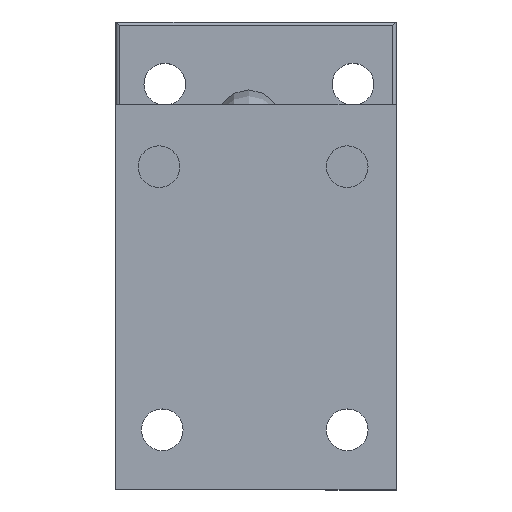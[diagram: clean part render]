
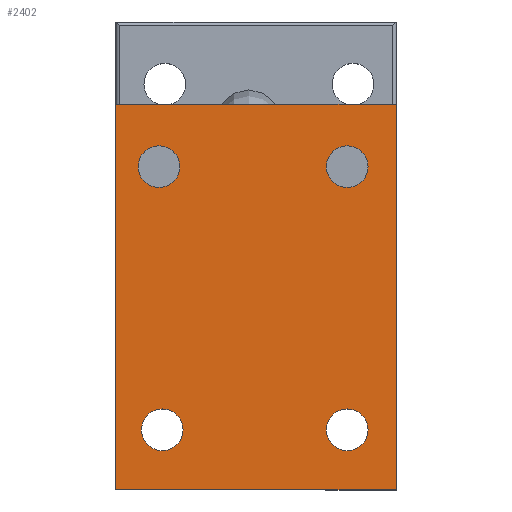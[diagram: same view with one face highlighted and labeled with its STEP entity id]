
A CAD part, top view. The second image highlights one B-rep face of the part: STEP entity #2402.
In plain terms, the highlighted face is planar.
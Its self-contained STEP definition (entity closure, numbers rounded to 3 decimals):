
#5 = LINE ( 'NONE', #590, #726 ) ;
#18 = ORIENTED_EDGE ( 'NONE', *, *, #2044, .F. ) ;
#21 = CARTESIAN_POINT ( 'NONE',  ( 10.85, 18.625, -2.5 ) ) ;
#23 = FACE_BOUND ( 'NONE', #1755, .T. ) ;
#30 = CARTESIAN_POINT ( 'NONE',  ( -10.05, -18.925, -2.5 ) ) ;
#45 = DIRECTION ( 'NONE',  ( 0., 1., 0. ) ) ;
#81 = LINE ( 'NONE', #2153, #1618 ) ;
#94 = DIRECTION ( 'NONE',  ( -1., 0., 0. ) ) ;
#134 = CIRCLE ( 'NONE', #2006, 2.975 ) ;
#154 = DIRECTION ( 'NONE',  ( 0., 0., -1. ) ) ;
#173 = CIRCLE ( 'NONE', #1165, 2.975 ) ;
#228 = FACE_BOUND ( 'NONE', #2405, .T. ) ;
#247 = CARTESIAN_POINT ( 'NONE',  ( -13.025, 18.625, -2.5 ) ) ;
#257 = AXIS2_PLACEMENT_3D ( 'NONE', #1561, #2475, #1353 ) ;
#311 = CARTESIAN_POINT ( 'NONE',  ( 16.337, -18.925, -2.5 ) ) ;
#336 = CARTESIAN_POINT ( 'NONE',  ( -20., 27.5, -2.5 ) ) ;
#361 = VERTEX_POINT ( 'NONE', #311 ) ;
#381 = DIRECTION ( 'NONE',  ( 1., 0., 0. ) ) ;
#387 = CARTESIAN_POINT ( 'NONE',  ( -20., -27.5, -2.5 ) ) ;
#445 = EDGE_CURVE ( 'NONE', #2272, #361, #1296, .T. ) ;
#477 = EDGE_CURVE ( 'NONE', #2072, #1284, #721, .T. ) ;
#512 = DIRECTION ( 'NONE',  ( -1., 0., 0. ) ) ;
#523 = AXIS2_PLACEMENT_3D ( 'NONE', #2305, #598, #1007 ) ;
#536 = ORIENTED_EDGE ( 'NONE', *, *, #1597, .F. ) ;
#539 = DIRECTION ( 'NONE',  ( -1., 0., 0. ) ) ;
#544 = DIRECTION ( 'NONE',  ( 0., 0., -1. ) ) ;
#579 = PLANE ( 'NONE',  #257 ) ;
#581 = CARTESIAN_POINT ( 'NONE',  ( 20., 27.5, -2.5 ) ) ;
#590 = CARTESIAN_POINT ( 'NONE',  ( -20., -27.5, -2.5 ) ) ;
#598 = DIRECTION ( 'NONE',  ( 0., 0., -1. ) ) ;
#643 = CIRCLE ( 'NONE', #2049, 2.975 ) ;
#677 = EDGE_CURVE ( 'NONE', #1387, #1958, #2133, .T. ) ;
#705 = CARTESIAN_POINT ( 'NONE',  ( 13.362, -18.925, -2.5 ) ) ;
#714 = CARTESIAN_POINT ( 'NONE',  ( 13.825, 18.625, -2.5 ) ) ;
#721 = LINE ( 'NONE', #336, #2409 ) ;
#726 = VECTOR ( 'NONE', #2313, 1000. ) ;
#749 = ORIENTED_EDGE ( 'NONE', *, *, #1523, .F. ) ;
#757 = DIRECTION ( 'NONE',  ( -1., 0., 0. ) ) ;
#804 = AXIS2_PLACEMENT_3D ( 'NONE', #2374, #999, #824 ) ;
#824 = DIRECTION ( 'NONE',  ( -1., 0., 0. ) ) ;
#834 = ORIENTED_EDGE ( 'NONE', *, *, #1823, .F. ) ;
#844 = CIRCLE ( 'NONE', #1502, 2.975 ) ;
#866 = DIRECTION ( 'NONE',  ( 0., 0., -1. ) ) ;
#915 = DIRECTION ( 'NONE',  ( 0., 0., -1. ) ) ;
#992 = DIRECTION ( 'NONE',  ( -1., 0., 0. ) ) ;
#996 = ORIENTED_EDGE ( 'NONE', *, *, #477, .F. ) ;
#999 = DIRECTION ( 'NONE',  ( 0., 0., -1. ) ) ;
#1007 = DIRECTION ( 'NONE',  ( -1., 0., 0. ) ) ;
#1165 = AXIS2_PLACEMENT_3D ( 'NONE', #705, #1508, #512 ) ;
#1217 = ORIENTED_EDGE ( 'NONE', *, *, #1368, .F. ) ;
#1225 = CARTESIAN_POINT ( 'NONE',  ( 13.825, 18.625, -2.5 ) ) ;
#1233 = VERTEX_POINT ( 'NONE', #1345 ) ;
#1250 = CIRCLE ( 'NONE', #804, 2.975 ) ;
#1253 = VECTOR ( 'NONE', #381, 1000. ) ;
#1273 = ORIENTED_EDGE ( 'NONE', *, *, #1669, .F. ) ;
#1276 = DIRECTION ( 'NONE',  ( -1., 0., 0. ) ) ;
#1284 = VERTEX_POINT ( 'NONE', #1954 ) ;
#1296 = CIRCLE ( 'NONE', #2131, 2.975 ) ;
#1313 = CARTESIAN_POINT ( 'NONE',  ( 13.362, -18.925, -2.5 ) ) ;
#1326 = EDGE_LOOP ( 'NONE', ( #2296, #536 ) ) ;
#1330 = FACE_BOUND ( 'NONE', #1326, .T. ) ;
#1332 = CIRCLE ( 'NONE', #2414, 2.975 ) ;
#1345 = CARTESIAN_POINT ( 'NONE',  ( 16.8, 18.625, -2.5 ) ) ;
#1353 = DIRECTION ( 'NONE',  ( -1., 0., 0. ) ) ;
#1368 = EDGE_CURVE ( 'NONE', #361, #2272, #173, .T. ) ;
#1387 = VERTEX_POINT ( 'NONE', #1481 ) ;
#1422 = EDGE_CURVE ( 'NONE', #1514, #1233, #134, .T. ) ;
#1446 = VERTEX_POINT ( 'NONE', #2439 ) ;
#1481 = CARTESIAN_POINT ( 'NONE',  ( -10.05, 18.625, -2.5 ) ) ;
#1502 = AXIS2_PLACEMENT_3D ( 'NONE', #714, #866, #1276 ) ;
#1508 = DIRECTION ( 'NONE',  ( 0., 0., -1. ) ) ;
#1514 = VERTEX_POINT ( 'NONE', #21 ) ;
#1523 = EDGE_CURVE ( 'NONE', #1284, #1889, #5, .T. ) ;
#1540 = VERTEX_POINT ( 'NONE', #30 ) ;
#1549 = LINE ( 'NONE', #2106, #1253 ) ;
#1561 = CARTESIAN_POINT ( 'NONE',  ( 0., 0., -2.5 ) ) ;
#1576 = VERTEX_POINT ( 'NONE', #1605 ) ;
#1597 = EDGE_CURVE ( 'NONE', #1958, #1387, #643, .T. ) ;
#1603 = ORIENTED_EDGE ( 'NONE', *, *, #1619, .F. ) ;
#1605 = CARTESIAN_POINT ( 'NONE',  ( -16., -18.925, -2.5 ) ) ;
#1618 = VECTOR ( 'NONE', #45, 1000. ) ;
#1619 = EDGE_CURVE ( 'NONE', #1540, #1576, #1250, .T. ) ;
#1669 = EDGE_CURVE ( 'NONE', #1446, #2072, #81, .T. ) ;
#1692 = CARTESIAN_POINT ( 'NONE',  ( -16., 18.625, -2.5 ) ) ;
#1695 = EDGE_LOOP ( 'NONE', ( #1217, #1791 ) ) ;
#1704 = DIRECTION ( 'NONE',  ( -1., 0., 0. ) ) ;
#1749 = ORIENTED_EDGE ( 'NONE', *, *, #1991, .F. ) ;
#1755 = EDGE_LOOP ( 'NONE', ( #834, #2173 ) ) ;
#1791 = ORIENTED_EDGE ( 'NONE', *, *, #445, .F. ) ;
#1814 = DIRECTION ( 'NONE',  ( 0., 0., -1. ) ) ;
#1823 = EDGE_CURVE ( 'NONE', #1233, #1514, #844, .T. ) ;
#1889 = VERTEX_POINT ( 'NONE', #387 ) ;
#1954 = CARTESIAN_POINT ( 'NONE',  ( -20., 27.5, -2.5 ) ) ;
#1958 = VERTEX_POINT ( 'NONE', #1692 ) ;
#1991 = EDGE_CURVE ( 'NONE', #1576, #1540, #1332, .T. ) ;
#2006 = AXIS2_PLACEMENT_3D ( 'NONE', #1225, #915, #539 ) ;
#2024 = CARTESIAN_POINT ( 'NONE',  ( 10.387, -18.925, -2.5 ) ) ;
#2044 = EDGE_CURVE ( 'NONE', #1889, #1446, #1549, .T. ) ;
#2049 = AXIS2_PLACEMENT_3D ( 'NONE', #247, #1814, #94 ) ;
#2072 = VERTEX_POINT ( 'NONE', #581 ) ;
#2104 = FACE_OUTER_BOUND ( 'NONE', #2381, .T. ) ;
#2106 = CARTESIAN_POINT ( 'NONE',  ( -20., -27.5, -2.5 ) ) ;
#2131 = AXIS2_PLACEMENT_3D ( 'NONE', #1313, #544, #1704 ) ;
#2133 = CIRCLE ( 'NONE', #523, 2.975 ) ;
#2141 = FACE_BOUND ( 'NONE', #1695, .T. ) ;
#2153 = CARTESIAN_POINT ( 'NONE',  ( 20., -27.5, -2.5 ) ) ;
#2173 = ORIENTED_EDGE ( 'NONE', *, *, #1422, .F. ) ;
#2272 = VERTEX_POINT ( 'NONE', #2024 ) ;
#2296 = ORIENTED_EDGE ( 'NONE', *, *, #677, .F. ) ;
#2305 = CARTESIAN_POINT ( 'NONE',  ( -13.025, 18.625, -2.5 ) ) ;
#2313 = DIRECTION ( 'NONE',  ( 0., -1., 0. ) ) ;
#2333 = CARTESIAN_POINT ( 'NONE',  ( -13.025, -18.925, -2.5 ) ) ;
#2374 = CARTESIAN_POINT ( 'NONE',  ( -13.025, -18.925, -2.5 ) ) ;
#2381 = EDGE_LOOP ( 'NONE', ( #1273, #18, #749, #996 ) ) ;
#2402 = ADVANCED_FACE ( 'NONE', ( #228, #2141, #23, #1330, #2104 ), #579, .T. ) ;
#2405 = EDGE_LOOP ( 'NONE', ( #1603, #1749 ) ) ;
#2409 = VECTOR ( 'NONE', #757, 1000. ) ;
#2414 = AXIS2_PLACEMENT_3D ( 'NONE', #2333, #154, #992 ) ;
#2439 = CARTESIAN_POINT ( 'NONE',  ( 20., -27.5, -2.5 ) ) ;
#2475 = DIRECTION ( 'NONE',  ( 0., 0., -1. ) ) ;
